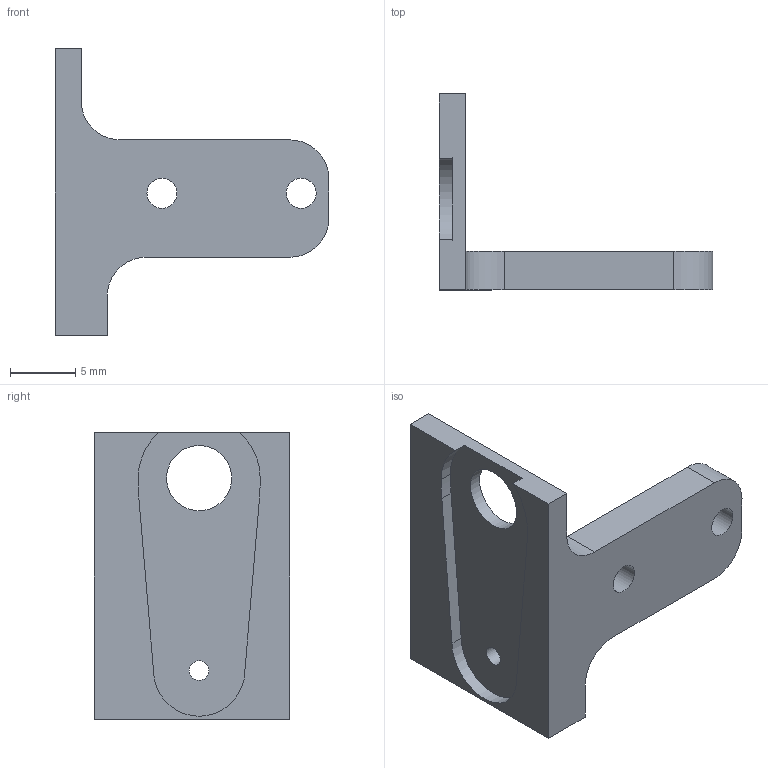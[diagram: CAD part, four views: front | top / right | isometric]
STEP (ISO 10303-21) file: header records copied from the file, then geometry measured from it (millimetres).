
FILE_DESCRIPTION(('STEP AP203'), '1');
FILE_NAME('櫻蠉錪', '', ('UNSPECIFIED'), ('UNSPECIFIED'), 'C3D Converter', 'C3D Toolkit', '');
FILE_SCHEMA(('CONFIG_CONTROL_DESIGN'));
Length unit declared in the file: millimetre
Products named in the file (2): ANY
Assembly tree (1 placements, depth 2):
  (unnamed)
    ANY
Bounding box: 21 x 15 x 22 mm (x, y, z)
Volume: 983.6 mm3; surface area: 1316.8 mm2
Topology: 1 solids, 1 shells, 27 faces, 75 edges, 50 vertices
Faces by surface type: plane 14, cylinder 13
Full cylindrical faces by diameter (mm): 1.5 x1, 2.3 x2, 5 x1
Entity records: 966 total; most frequent: DIRECTION 155, CARTESIAN_POINT 150, ORIENTED_EDGE 142, EDGE_CURVE 71, AXIS2_PLACEMENT_3D 55, VERTEX_POINT 50, LINE 45, VECTOR 45
